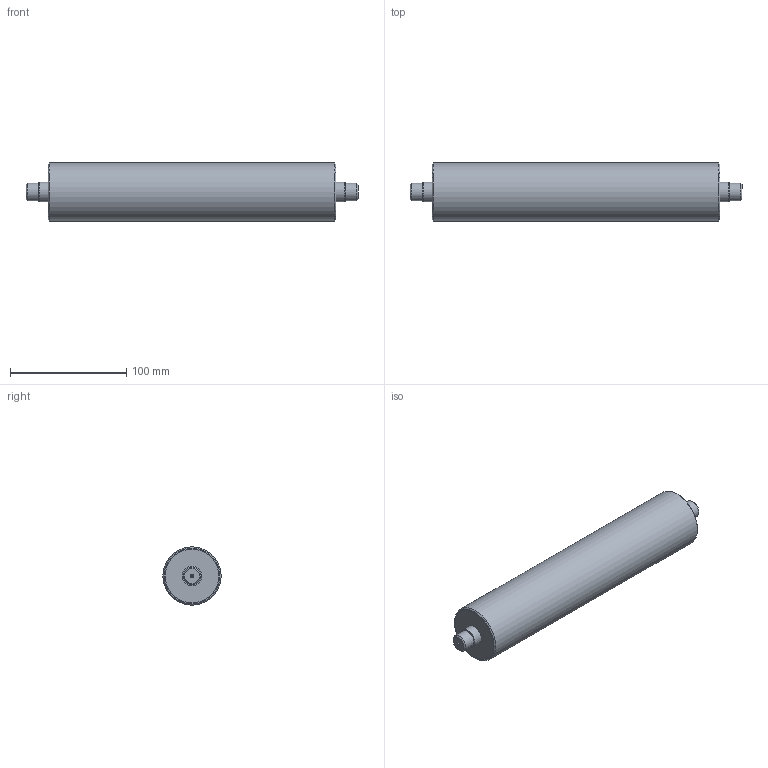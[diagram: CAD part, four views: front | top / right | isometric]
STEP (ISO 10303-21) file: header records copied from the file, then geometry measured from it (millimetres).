
FILE_DESCRIPTION(/* description */ (''),/* implementation_level */ '2;1');
FILE_NAME(/* name */ '904550.stp',/* time_stamp */ '2013-12-12T17:52:16+01:00',/* author */ ('VeronikaF'),/* organization */ (''),/* preprocessor_version */ 'ST-DEVELOPER v15.2',/* originating_system */ 'Autodesk Inventor 2014',/* authorisation */ '');
FILE_SCHEMA (('AUTOMOTIVE_DESIGN { 1 0 10303 214 3 1 1 }'));
Length unit declared in the file: millimetre
Products named in the file (3): 50-čep I; Trubka_d50_001; 904550
Bounding box: 285 x 50 x 50 mm (x, y, z)
Volume: 147082.9 mm3; surface area: 85073.1 mm2
Topology: 3 solids, 3 shells, 36 faces, 60 edges, 36 vertices
Faces by surface type: cone 12, cylinder 12, plane 12
Full cylindrical faces by diameter (mm): 1.6 x2, 15 x2, 17 x2, 44 x1, 46 x4, 50 x1
Entity records: 558 total; most frequent: DIRECTION 106, CARTESIAN_POINT 76, AXIS2_PLACEMENT_3D 53, EDGE_LOOP 46, ORIENTED_EDGE 46, FACE_BOUND 25, ADVANCED_FACE 24, CIRCLE 23
